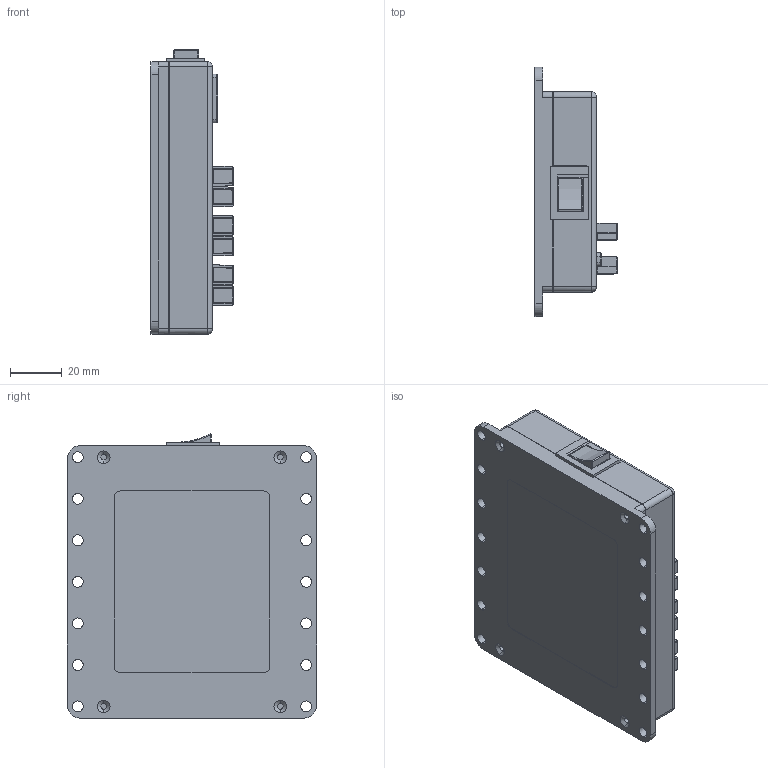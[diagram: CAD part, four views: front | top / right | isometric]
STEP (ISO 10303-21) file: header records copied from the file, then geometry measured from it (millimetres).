
FILE_DESCRIPTION((''),'2;1');
FILE_NAME('CORE_POWER_DISTRIBUTION_MODULE','2016-11-17T',('Joe'),(''),'CREO PARAMETRIC BY PTC INC, 2015380','CREO PARAMETRIC BY PTC INC, 2015380','');
FILE_SCHEMA(('AUTOMOTIVE_DESIGN { 1 0 10303 214 1 1 1 1 }'));
Products named in the file (1): CORE_POWER_DISTRIBUTION_MODULE
Bounding box: 31.59 x 96 x 109.54 mm (x, y, z)
Volume: 192547.9 mm3; surface area: 46138.8 mm2
Topology: 1 solids, 13 shells, 1810 faces, 5038 edges, 3272 vertices
Faces by surface type: plane 1091, cylinder 447, torus 78, cone 54, extrusion 54, bspline 48, sphere 38
Entity records: 72283 total; most frequent: CARTESIAN_POINT 13732, ORIENTED_EDGE 10028, DIRECTION 8642, EDGE_CURVE 5014, VECTOR 3632, LINE 3578, VERTEX_POINT 3272, AXIS2_PLACEMENT_3D 2505
